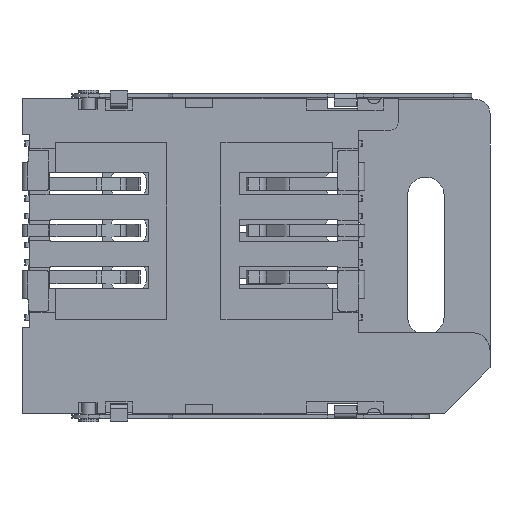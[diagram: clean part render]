
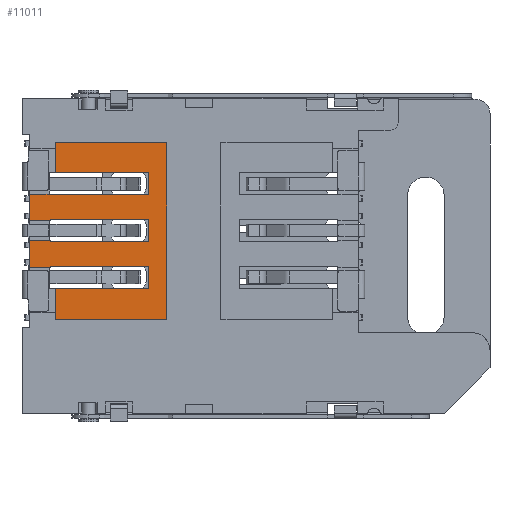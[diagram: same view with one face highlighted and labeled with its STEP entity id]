
A CAD part, front view. The second image highlights one B-rep face of the part: STEP entity #11011.
In plain terms, the highlighted planar face has unit normal (0, -1, 0).
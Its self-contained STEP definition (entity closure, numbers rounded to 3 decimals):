
#1847=DIRECTION('',(0.,0.,1.));
#1848=VECTOR('',#1847,0.05);
#1849=CARTESIAN_POINT('',(1.53,-0.05,-9.2));
#1850=LINE('',#1849,#1848);
#1851=DIRECTION('',(1.,0.,0.));
#1852=VECTOR('',#1851,1.11);
#1853=CARTESIAN_POINT('',(0.42,-0.05,-9.2));
#1854=LINE('',#1853,#1852);
#1855=DIRECTION('',(0.,0.,-1.));
#1856=VECTOR('',#1855,1.44);
#1857=CARTESIAN_POINT('',(0.42,-0.05,-7.76));
#1858=LINE('',#1857,#1856);
#1859=DIRECTION('',(1.,0.,0.));
#1860=VECTOR('',#1859,1.11);
#1861=CARTESIAN_POINT('',(0.42,-0.05,-7.76));
#1862=LINE('',#1861,#1860);
#1863=DIRECTION('',(0.,0.,1.));
#1864=VECTOR('',#1863,0.05);
#1865=CARTESIAN_POINT('',(1.53,-0.05,-7.81));
#1866=LINE('',#1865,#1864);
#1867=DIRECTION('',(0.,0.,1.));
#1868=VECTOR('',#1867,1.2);
#1869=CARTESIAN_POINT('',(6.905,-0.05,-7.81));
#1870=LINE('',#1869,#1868);
#1871=DIRECTION('',(0.,0.,1.));
#1872=VECTOR('',#1871,0.05);
#1873=CARTESIAN_POINT('',(1.53,-0.05,-6.66));
#1874=LINE('',#1873,#1872);
#1875=DIRECTION('',(1.,0.,0.));
#1876=VECTOR('',#1875,1.11);
#1877=CARTESIAN_POINT('',(0.42,-0.05,-6.66));
#1878=LINE('',#1877,#1876);
#1879=DIRECTION('',(0.,0.,-1.));
#1880=VECTOR('',#1879,1.44);
#1881=CARTESIAN_POINT('',(0.42,-0.05,-5.22));
#1882=LINE('',#1881,#1880);
#1883=DIRECTION('',(1.,0.,0.));
#1884=VECTOR('',#1883,1.11);
#1885=CARTESIAN_POINT('',(0.42,-0.05,-5.22));
#1886=LINE('',#1885,#1884);
#1887=DIRECTION('',(0.,0.,1.));
#1888=VECTOR('',#1887,0.05);
#1889=CARTESIAN_POINT('',(1.53,-0.05,-5.27));
#1890=LINE('',#1889,#1888);
#1891=DIRECTION('',(0.,0.,1.));
#1892=VECTOR('',#1891,1.2);
#1893=CARTESIAN_POINT('',(6.905,-0.05,-5.27));
#1894=LINE('',#1893,#1892);
#1895=DIRECTION('',(-1.,0.,0.));
#1896=VECTOR('',#1895,5.085);
#1897=CARTESIAN_POINT('',(6.905,-0.05,-4.07));
#1898=LINE('',#1897,#1896);
#1899=DIRECTION('',(-1.,0.,0.));
#1900=VECTOR('',#1899,6.08);
#1901=CARTESIAN_POINT('',(7.9,-0.05,-2.43));
#1902=LINE('',#1901,#1900);
#1903=DIRECTION('',(0.,0.,1.));
#1904=VECTOR('',#1903,9.62);
#1905=CARTESIAN_POINT('',(7.9,-0.05,-12.05));
#1906=LINE('',#1905,#1904);
#1907=DIRECTION('',(1.,0.,0.));
#1908=VECTOR('',#1907,6.08);
#1909=CARTESIAN_POINT('',(1.82,-0.05,-12.05));
#1910=LINE('',#1909,#1908);
#1911=DIRECTION('',(1.,0.,0.));
#1912=VECTOR('',#1911,5.085);
#1913=CARTESIAN_POINT('',(1.82,-0.05,-10.35));
#1914=LINE('',#1913,#1912);
#1915=DIRECTION('',(0.,0.,1.));
#1916=VECTOR('',#1915,1.2);
#1917=CARTESIAN_POINT('',(6.905,-0.05,-10.35));
#1918=LINE('',#1917,#1916);
#3662=DIRECTION('',(1.,0.,0.));
#3663=VECTOR('',#3662,5.375);
#3664=CARTESIAN_POINT('',(1.53,-0.05,-9.15));
#3665=LINE('',#3664,#3663);
#3774=DIRECTION('',(-1.,0.,0.));
#3775=VECTOR('',#3774,5.375);
#3776=CARTESIAN_POINT('',(6.905,-0.05,-5.27));
#3777=LINE('',#3776,#3775);
#4038=DIRECTION('',(-1.,0.,0.));
#4039=VECTOR('',#4038,5.375);
#4040=CARTESIAN_POINT('',(6.905,-0.05,-7.81));
#4041=LINE('',#4040,#4039);
#4146=DIRECTION('',(1.,0.,0.));
#4147=VECTOR('',#4146,5.375);
#4148=CARTESIAN_POINT('',(1.53,-0.05,-6.61));
#4149=LINE('',#4148,#4147);
#4238=DIRECTION('',(0.,0.,-1.));
#4239=VECTOR('',#4238,1.7);
#4240=CARTESIAN_POINT('',(1.82,-0.05,-10.35));
#4241=LINE('',#4240,#4239);
#4270=DIRECTION('',(0.,0.,-1.));
#4271=VECTOR('',#4270,1.64);
#4272=CARTESIAN_POINT('',(1.82,-0.05,-2.43));
#4273=LINE('',#4272,#4271);
#7254=CARTESIAN_POINT('',(1.82,-0.05,-12.05));
#7255=CARTESIAN_POINT('',(7.9,-0.05,-12.05));
#7256=VERTEX_POINT('',#7254);
#7257=VERTEX_POINT('',#7255);
#7258=CARTESIAN_POINT('',(7.9,-0.05,-2.43));
#7259=VERTEX_POINT('',#7258);
#7260=CARTESIAN_POINT('',(1.82,-0.05,-2.43));
#7261=VERTEX_POINT('',#7260);
#7322=CARTESIAN_POINT('',(6.905,-0.05,-10.35));
#7323=CARTESIAN_POINT('',(6.905,-0.05,-9.15));
#7324=VERTEX_POINT('',#7322);
#7325=VERTEX_POINT('',#7323);
#7326=CARTESIAN_POINT('',(6.905,-0.05,-7.81));
#7327=CARTESIAN_POINT('',(6.905,-0.05,-6.61));
#7328=VERTEX_POINT('',#7326);
#7329=VERTEX_POINT('',#7327);
#7330=CARTESIAN_POINT('',(6.905,-0.05,-5.27));
#7331=CARTESIAN_POINT('',(6.905,-0.05,-4.07));
#7332=VERTEX_POINT('',#7330);
#7333=VERTEX_POINT('',#7331);
#7358=CARTESIAN_POINT('',(0.42,-0.05,-5.22));
#7359=CARTESIAN_POINT('',(0.42,-0.05,-6.66));
#7360=VERTEX_POINT('',#7358);
#7361=VERTEX_POINT('',#7359);
#7362=CARTESIAN_POINT('',(0.42,-0.05,-7.76));
#7363=CARTESIAN_POINT('',(0.42,-0.05,-9.2));
#7364=VERTEX_POINT('',#7362);
#7365=VERTEX_POINT('',#7363);
#7370=CARTESIAN_POINT('',(1.82,-0.05,-10.35));
#7371=VERTEX_POINT('',#7370);
#7372=CARTESIAN_POINT('',(1.82,-0.05,-4.07));
#7373=VERTEX_POINT('',#7372);
#7654=CARTESIAN_POINT('',(1.53,-0.05,-9.2));
#7655=CARTESIAN_POINT('',(1.53,-0.05,-9.15));
#7656=VERTEX_POINT('',#7654);
#7657=VERTEX_POINT('',#7655);
#7658=CARTESIAN_POINT('',(1.53,-0.05,-7.81));
#7659=CARTESIAN_POINT('',(1.53,-0.05,-7.76));
#7660=VERTEX_POINT('',#7658);
#7661=VERTEX_POINT('',#7659);
#7662=CARTESIAN_POINT('',(1.53,-0.05,-6.66));
#7663=CARTESIAN_POINT('',(1.53,-0.05,-6.61));
#7664=VERTEX_POINT('',#7662);
#7665=VERTEX_POINT('',#7663);
#7666=CARTESIAN_POINT('',(1.53,-0.05,-5.27));
#7667=CARTESIAN_POINT('',(1.53,-0.05,-5.22));
#7668=VERTEX_POINT('',#7666);
#7669=VERTEX_POINT('',#7667);
#10956=CARTESIAN_POINT('',(0.,-0.05,0.));
#10957=DIRECTION('',(0.,-1.,0.));
#10958=DIRECTION('',(1.,0.,0.));
#10959=AXIS2_PLACEMENT_3D('',#10956,#10957,#10958);
#10960=PLANE('',#10959);
#10962=ORIENTED_EDGE('',*,*,#10961,.F.);
#10964=ORIENTED_EDGE('',*,*,#10963,.F.);
#10966=ORIENTED_EDGE('',*,*,#10965,.F.);
#10968=ORIENTED_EDGE('',*,*,#10967,.F.);
#10970=ORIENTED_EDGE('',*,*,#10969,.T.);
#10972=ORIENTED_EDGE('',*,*,#10971,.F.);
#10974=ORIENTED_EDGE('',*,*,#10973,.F.);
#10976=ORIENTED_EDGE('',*,*,#10975,.T.);
#10978=ORIENTED_EDGE('',*,*,#10977,.F.);
#10980=ORIENTED_EDGE('',*,*,#10979,.F.);
#10982=ORIENTED_EDGE('',*,*,#10981,.F.);
#10984=ORIENTED_EDGE('',*,*,#10983,.F.);
#10986=ORIENTED_EDGE('',*,*,#10985,.T.);
#10988=ORIENTED_EDGE('',*,*,#10987,.F.);
#10990=ORIENTED_EDGE('',*,*,#10989,.F.);
#10992=ORIENTED_EDGE('',*,*,#10991,.T.);
#10994=ORIENTED_EDGE('',*,*,#10993,.T.);
#10996=ORIENTED_EDGE('',*,*,#10995,.F.);
#10998=ORIENTED_EDGE('',*,*,#10997,.F.);
#11000=ORIENTED_EDGE('',*,*,#10999,.F.);
#11002=ORIENTED_EDGE('',*,*,#11001,.F.);
#11004=ORIENTED_EDGE('',*,*,#11003,.F.);
#11006=ORIENTED_EDGE('',*,*,#11005,.T.);
#11008=ORIENTED_EDGE('',*,*,#11007,.T.);
#11009=EDGE_LOOP('',(#10962,#10964,#10966,#10968,#10970,#10972,#10974,#10976,
#10978,#10980,#10982,#10984,#10986,#10988,#10990,#10992,#10994,#10996,#10998,
#11000,#11002,#11004,#11006,#11008));
#11010=FACE_OUTER_BOUND('',#11009,.F.);
#11011=ADVANCED_FACE('',(#11010),#10960,.T.);
#10961=EDGE_CURVE('',#7657,#7325,#3665,.T.);
#10963=EDGE_CURVE('',#7656,#7657,#1850,.T.);
#10965=EDGE_CURVE('',#7365,#7656,#1854,.T.);
#10967=EDGE_CURVE('',#7364,#7365,#1858,.T.);
#10969=EDGE_CURVE('',#7364,#7661,#1862,.T.);
#10971=EDGE_CURVE('',#7660,#7661,#1866,.T.);
#10973=EDGE_CURVE('',#7328,#7660,#4041,.T.);
#10975=EDGE_CURVE('',#7328,#7329,#1870,.T.);
#10977=EDGE_CURVE('',#7665,#7329,#4149,.T.);
#10979=EDGE_CURVE('',#7664,#7665,#1874,.T.);
#10981=EDGE_CURVE('',#7361,#7664,#1878,.T.);
#10983=EDGE_CURVE('',#7360,#7361,#1882,.T.);
#10985=EDGE_CURVE('',#7360,#7669,#1886,.T.);
#10987=EDGE_CURVE('',#7668,#7669,#1890,.T.);
#10989=EDGE_CURVE('',#7332,#7668,#3777,.T.);
#10991=EDGE_CURVE('',#7332,#7333,#1894,.T.);
#10993=EDGE_CURVE('',#7333,#7373,#1898,.T.);
#10995=EDGE_CURVE('',#7261,#7373,#4273,.T.);
#10997=EDGE_CURVE('',#7259,#7261,#1902,.T.);
#10999=EDGE_CURVE('',#7257,#7259,#1906,.T.);
#11001=EDGE_CURVE('',#7256,#7257,#1910,.T.);
#11003=EDGE_CURVE('',#7371,#7256,#4241,.T.);
#11005=EDGE_CURVE('',#7371,#7324,#1914,.T.);
#11007=EDGE_CURVE('',#7324,#7325,#1918,.T.);
